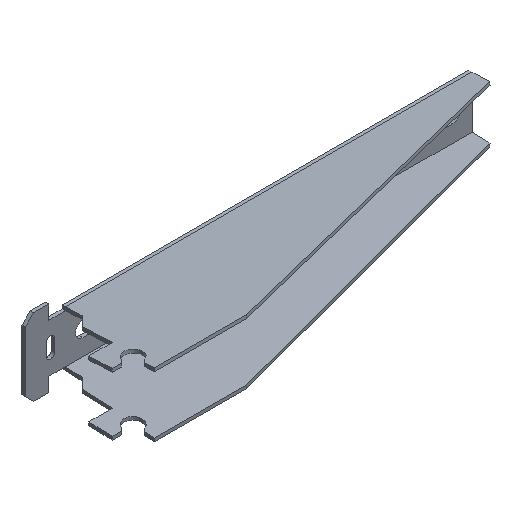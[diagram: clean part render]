
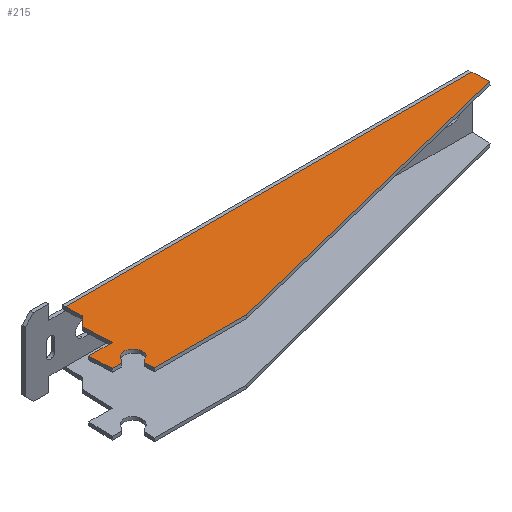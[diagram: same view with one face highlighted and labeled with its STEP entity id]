
A CAD part, isometric view. The second image highlights one B-rep face of the part: STEP entity #215.
In plain terms, the highlighted planar face has unit normal (0, 0.044, 0.999).
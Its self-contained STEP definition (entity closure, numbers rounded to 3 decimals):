
#47 = ORIENTED_EDGE ( 'NONE', *, *, #2806, .F. ) ;
#79 = CARTESIAN_POINT ( 'NONE',  ( 16.5, -55.364, 18.832 ) ) ;
#108 = VECTOR ( 'NONE', #2808, 1000. ) ;
#127 = DIRECTION ( 'NONE',  ( -1., 0., 0. ) ) ;
#137 = AXIS2_PLACEMENT_3D ( 'NONE', #1337, #2003, #663 ) ;
#146 = DIRECTION ( 'NONE',  ( -0.969, -0.249, 0.011 ) ) ;
#167 = VECTOR ( 'NONE', #146, 1000. ) ;
#182 = VERTEX_POINT ( 'NONE', #1112 ) ;
#215 = ADVANCED_FACE ( 'NONE', ( #1723 ), #1778, .F. ) ;
#279 = VERTEX_POINT ( 'NONE', #1830 ) ;
#348 = ORIENTED_EDGE ( 'NONE', *, *, #2050, .F. ) ;
#380 = LINE ( 'NONE', #1188, #901 ) ;
#403 = DIRECTION ( 'NONE',  ( 0., 0.999, -0.044 ) ) ;
#413 = LINE ( 'NONE', #1783, #1026 ) ;
#433 = LINE ( 'NONE', #1250, #597 ) ;
#435 = DIRECTION ( 'NONE',  ( 0., -0.999, 0.044 ) ) ;
#446 = DIRECTION ( 'NONE',  ( 0., 0.999, -0.044 ) ) ;
#464 = EDGE_CURVE ( 'NONE', #1664, #2281, #413, .T. ) ;
#470 = ORIENTED_EDGE ( 'NONE', *, *, #2259, .T. ) ;
#510 = EDGE_CURVE ( 'NONE', #2019, #1823, #947, .T. ) ;
#533 = CARTESIAN_POINT ( 'NONE',  ( 16.5, -62.857, 19.159 ) ) ;
#543 = LINE ( 'NONE', #1854, #1073 ) ;
#554 = ORIENTED_EDGE ( 'NONE', *, *, #1824, .F. ) ;
#559 = VECTOR ( 'NONE', #752, 1000. ) ;
#589 = LINE ( 'NONE', #1747, #1712 ) ;
#597 = VECTOR ( 'NONE', #1264, 1000. ) ;
#620 = ORIENTED_EDGE ( 'NONE', *, *, #843, .F. ) ;
#663 = DIRECTION ( 'NONE',  ( 0., 0.999, -0.044 ) ) ;
#671 = LINE ( 'NONE', #1482, #108 ) ;
#740 = AXIS2_PLACEMENT_3D ( 'NONE', #1227, #2762, #1442 ) ;
#746 = LINE ( 'NONE', #800, #167 ) ;
#748 = VERTEX_POINT ( 'NONE', #2546 ) ;
#752 = DIRECTION ( 'NONE',  ( -0.707, -0.706, 0.031 ) ) ;
#798 = VECTOR ( 'NONE', #127, 1000. ) ;
#800 = CARTESIAN_POINT ( 'NONE',  ( 71.5, -62.857, 19.159 ) ) ;
#843 = EDGE_CURVE ( 'NONE', #182, #910, #433, .T. ) ;
#860 = VECTOR ( 'NONE', #2315, 1000. ) ;
#901 = VECTOR ( 'NONE', #2499, 1000. ) ;
#910 = VERTEX_POINT ( 'NONE', #1820 ) ;
#947 = LINE ( 'NONE', #1354, #1481 ) ;
#956 = LINE ( 'NONE', #1738, #2593 ) ;
#1018 = CARTESIAN_POINT ( 'NONE',  ( 4., -35.882, 17.981 ) ) ;
#1025 = EDGE_CURVE ( 'NONE', #1828, #279, #1087, .T. ) ;
#1026 = VECTOR ( 'NONE', #435, 1000. ) ;
#1043 = LINE ( 'NONE', #79, #1107 ) ;
#1073 = VECTOR ( 'NONE', #2070, 1000. ) ;
#1076 = CARTESIAN_POINT ( 'NONE',  ( 71.5, -62.857, 19.159 ) ) ;
#1087 = LINE ( 'NONE', #2302, #559 ) ;
#1107 = VECTOR ( 'NONE', #1620, 1000. ) ;
#1112 = CARTESIAN_POINT ( 'NONE',  ( 18., -17.899, 17.196 ) ) ;
#1188 = CARTESIAN_POINT ( 'NONE',  ( 18., -35.882, 17.981 ) ) ;
#1227 = CARTESIAN_POINT ( 'NONE',  ( 16.5, -49.869, 18.592 ) ) ;
#1243 = EDGE_CURVE ( 'NONE', #1823, #2726, #380, .T. ) ;
#1250 = CARTESIAN_POINT ( 'NONE',  ( 24., -11.905, 16.934 ) ) ;
#1264 = DIRECTION ( 'NONE',  ( 0.707, 0.706, -0.031 ) ) ;
#1337 = CARTESIAN_POINT ( 'NONE',  ( 16.5, -49.869, 18.592 ) ) ;
#1354 = CARTESIAN_POINT ( 'NONE',  ( 4., -35.882, 17.981 ) ) ;
#1382 = VERTEX_POINT ( 'NONE', #1466 ) ;
#1442 = DIRECTION ( 'NONE',  ( 0., 0.999, -0.044 ) ) ;
#1461 = LINE ( 'NONE', #533, #860 ) ;
#1466 = CARTESIAN_POINT ( 'NONE',  ( 11.304, -48.066, 18.513 ) ) ;
#1470 = CARTESIAN_POINT ( 'NONE',  ( 18.304, -55.06, 18.819 ) ) ;
#1481 = VECTOR ( 'NONE', #446, 1000. ) ;
#1482 = CARTESIAN_POINT ( 'NONE',  ( 267., -1.913, 16.498 ) ) ;
#1500 = ORIENTED_EDGE ( 'NONE', *, *, #1760, .F. ) ;
#1551 = VERTEX_POINT ( 'NONE', #2686 ) ;
#1620 = DIRECTION ( 'NONE',  ( 0., 0.999, -0.044 ) ) ;
#1664 = VERTEX_POINT ( 'NONE', #1844 ) ;
#1678 = ORIENTED_EDGE ( 'NONE', *, *, #464, .F. ) ;
#1712 = VECTOR ( 'NONE', #403, 1000. ) ;
#1713 = ORIENTED_EDGE ( 'NONE', *, *, #1243, .F. ) ;
#1723 = FACE_OUTER_BOUND ( 'NONE', #2755, .T. ) ;
#1738 = CARTESIAN_POINT ( 'NONE',  ( 18., -17.899, 17.196 ) ) ;
#1742 = ORIENTED_EDGE ( 'NONE', *, *, #2335, .F. ) ;
#1747 = CARTESIAN_POINT ( 'NONE',  ( 24., -1.913, 16.498 ) ) ;
#1760 = EDGE_CURVE ( 'NONE', #1828, #1382, #2723, .T. ) ;
#1778 = PLANE ( 'NONE',  #137 ) ;
#1783 = CARTESIAN_POINT ( 'NONE',  ( 267., -12.639, 16.966 ) ) ;
#1806 = ORIENTED_EDGE ( 'NONE', *, *, #510, .F. ) ;
#1820 = CARTESIAN_POINT ( 'NONE',  ( 24., -11.905, 16.934 ) ) ;
#1823 = VERTEX_POINT ( 'NONE', #1018 ) ;
#1824 = EDGE_CURVE ( 'NONE', #2281, #2594, #746, .T. ) ;
#1828 = VERTEX_POINT ( 'NONE', #1470 ) ;
#1830 = CARTESIAN_POINT ( 'NONE',  ( 16.5, -56.862, 18.897 ) ) ;
#1844 = CARTESIAN_POINT ( 'NONE',  ( 267., -1.913, 16.498 ) ) ;
#1854 = CARTESIAN_POINT ( 'NONE',  ( 11.304, -48.066, 18.513 ) ) ;
#1968 = LINE ( 'NONE', #2113, #798 ) ;
#2003 = DIRECTION ( 'NONE',  ( 0., -0.044, -0.999 ) ) ;
#2019 = VERTEX_POINT ( 'NONE', #2489 ) ;
#2050 = EDGE_CURVE ( 'NONE', #2211, #279, #1043, .T. ) ;
#2070 = DIRECTION ( 'NONE',  ( 0.707, 0.706, -0.031 ) ) ;
#2113 = CARTESIAN_POINT ( 'NONE',  ( 4., -49.869, 18.592 ) ) ;
#2114 = CARTESIAN_POINT ( 'NONE',  ( 16.5, -62.857, 19.159 ) ) ;
#2176 = DIRECTION ( 'NONE',  ( 0., 0.999, -0.044 ) ) ;
#2211 = VERTEX_POINT ( 'NONE', #2114 ) ;
#2214 = ORIENTED_EDGE ( 'NONE', *, *, #2643, .F. ) ;
#2250 = ORIENTED_EDGE ( 'NONE', *, *, #2402, .F. ) ;
#2259 = EDGE_CURVE ( 'NONE', #748, #1382, #543, .T. ) ;
#2281 = VERTEX_POINT ( 'NONE', #2743 ) ;
#2302 = CARTESIAN_POINT ( 'NONE',  ( 16.5, -56.862, 18.897 ) ) ;
#2315 = DIRECTION ( 'NONE',  ( -1., 0., 0. ) ) ;
#2335 = EDGE_CURVE ( 'NONE', #2594, #2211, #1461, .T. ) ;
#2391 = ORIENTED_EDGE ( 'NONE', *, *, #2570, .F. ) ;
#2402 = EDGE_CURVE ( 'NONE', #748, #2019, #1968, .T. ) ;
#2489 = CARTESIAN_POINT ( 'NONE',  ( 4., -49.869, 18.592 ) ) ;
#2499 = DIRECTION ( 'NONE',  ( 1., 0., 0. ) ) ;
#2546 = CARTESIAN_POINT ( 'NONE',  ( 9.5, -49.869, 18.592 ) ) ;
#2570 = EDGE_CURVE ( 'NONE', #2726, #182, #956, .T. ) ;
#2593 = VECTOR ( 'NONE', #2176, 1000. ) ;
#2594 = VERTEX_POINT ( 'NONE', #1076 ) ;
#2613 = CARTESIAN_POINT ( 'NONE',  ( 18., -35.882, 17.981 ) ) ;
#2643 = EDGE_CURVE ( 'NONE', #1551, #1664, #671, .T. ) ;
#2686 = CARTESIAN_POINT ( 'NONE',  ( 24., -1.913, 16.498 ) ) ;
#2723 = CIRCLE ( 'NONE', #740, 5.5 ) ;
#2726 = VERTEX_POINT ( 'NONE', #2613 ) ;
#2743 = CARTESIAN_POINT ( 'NONE',  ( 267., -12.639, 16.966 ) ) ;
#2755 = EDGE_LOOP ( 'NONE', ( #2250, #470, #1500, #2842, #348, #1742, #554, #1678, #2214, #47, #620, #2391, #1713, #1806 ) ) ;
#2762 = DIRECTION ( 'NONE',  ( 0., 0.044, 0.999 ) ) ;
#2806 = EDGE_CURVE ( 'NONE', #910, #1551, #589, .T. ) ;
#2808 = DIRECTION ( 'NONE',  ( 1., 0., 0. ) ) ;
#2842 = ORIENTED_EDGE ( 'NONE', *, *, #1025, .T. ) ;
